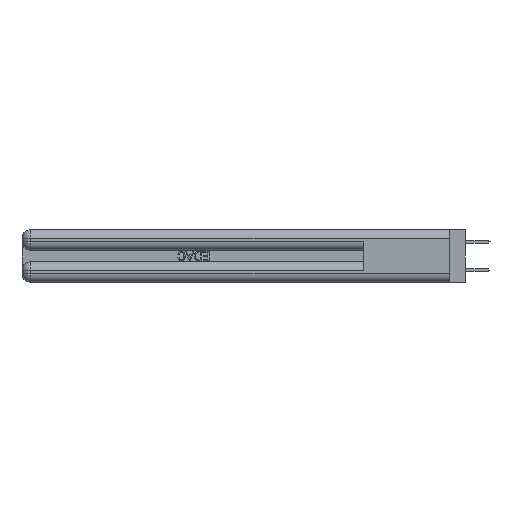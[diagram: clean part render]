
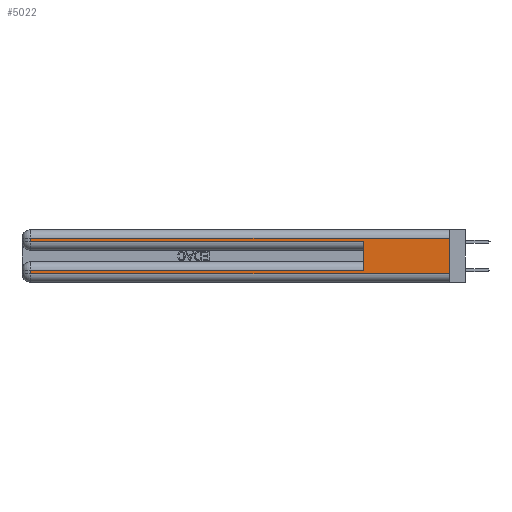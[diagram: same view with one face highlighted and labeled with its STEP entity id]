
A CAD part, left-side view. The second image highlights one B-rep face of the part: STEP entity #5022.
In plain terms, the highlighted planar face has unit normal (-1, 0, 0).
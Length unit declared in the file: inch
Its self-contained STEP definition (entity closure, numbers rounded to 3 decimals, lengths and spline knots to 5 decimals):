
#901 = VERTEX_POINT ( 'NONE', #9947 ) ;
#1083 = VECTOR ( 'NONE', #10884, 39.37008 ) ;
#1188 = CARTESIAN_POINT ( 'NONE',  ( 0., 0.6, 0.145 ) ) ;
#1719 = LINE ( 'NONE', #11595, #10712 ) ;
#2142 = LINE ( 'NONE', #1188, #1083 ) ;
#2346 = FACE_OUTER_BOUND ( 'NONE', #11562, .T. ) ;
#2626 = DIRECTION ( 'NONE',  ( 0., 0., -1. ) ) ;
#3392 = CARTESIAN_POINT ( 'NONE',  ( 0., 2.94, 0.285 ) ) ;
#3886 = CARTESIAN_POINT ( 'NONE',  ( 0., 0., 0.31 ) ) ;
#3991 = EDGE_CURVE ( 'NONE', #4341, #901, #24616, .T. ) ;
#4115 = VECTOR ( 'NONE', #7411, 39.37008 ) ;
#4222 = VERTEX_POINT ( 'NONE', #17250 ) ;
#4341 = VERTEX_POINT ( 'NONE', #14090 ) ;
#4801 = DIRECTION ( 'NONE',  ( 0., 0., -1. ) ) ;
#4872 = EDGE_CURVE ( 'NONE', #14606, #27604, #27679, .T. ) ;
#5022 = ADVANCED_FACE ( 'NONE', ( #2346 ), #6724, .F. ) ;
#5083 = EDGE_CURVE ( 'NONE', #27604, #39715, #9199, .T. ) ;
#5337 = VERTEX_POINT ( 'NONE', #28524 ) ;
#6660 = DIRECTION ( 'NONE',  ( 0., 0., -1. ) ) ;
#6724 = PLANE ( 'NONE',  #39785 ) ;
#7252 = EDGE_CURVE ( 'NONE', #5337, #901, #1719, .T. ) ;
#7411 = DIRECTION ( 'NONE',  ( 0., 1., 0. ) ) ;
#7900 = CARTESIAN_POINT ( 'NONE',  ( 0., 2.94, 0.085 ) ) ;
#8040 = DIRECTION ( 'NONE',  ( 0., -1., 0. ) ) ;
#8421 = CARTESIAN_POINT ( 'NONE',  ( 0., 0., 0.085 ) ) ;
#8812 = ORIENTED_EDGE ( 'NONE', *, *, #3991, .T. ) ;
#9108 = ORIENTED_EDGE ( 'NONE', *, *, #7252, .F. ) ;
#9107 = LINE ( 'NONE', #8421, #35973 ) ;
#9199 = LINE ( 'NONE', #10298, #17138 ) ;
#9947 = CARTESIAN_POINT ( 'NONE',  ( 0., 0., 0.06 ) ) ;
#10141 = DIRECTION ( 'NONE',  ( 0., 0., -1. ) ) ;
#10298 = CARTESIAN_POINT ( 'NONE',  ( 0., 0., 0.285 ) ) ;
#10712 = VECTOR ( 'NONE', #4801, 39.37008 ) ;
#10884 = DIRECTION ( 'NONE',  ( 0., 0., 1. ) ) ;
#11224 = CARTESIAN_POINT ( 'NONE',  ( 0., 0.6, 0.285 ) ) ;
#11562 = EDGE_LOOP ( 'NONE', ( #9108, #31850, #28702, #39398, #24926, #13253, #28239, #8812 ) ) ;
#11595 = CARTESIAN_POINT ( 'NONE',  ( 0., 0., 0.37 ) ) ;
#13253 = ORIENTED_EDGE ( 'NONE', *, *, #23890, .T. ) ;
#13377 = EDGE_CURVE ( 'NONE', #4222, #39715, #2142, .T. ) ;
#14090 = CARTESIAN_POINT ( 'NONE',  ( 0., 2.94, 0.06 ) ) ;
#14606 = VERTEX_POINT ( 'NONE', #38007 ) ;
#16643 = VECTOR ( 'NONE', #2626, 39.37008 ) ;
#16655 = CARTESIAN_POINT ( 'NONE',  ( 0., 0., 0.37 ) ) ;
#17138 = VECTOR ( 'NONE', #27237, 39.37008 ) ;
#17250 = CARTESIAN_POINT ( 'NONE',  ( 0., 0.6, 0.085 ) ) ;
#19449 = CARTESIAN_POINT ( 'NONE',  ( 0., 2.94, 0.37 ) ) ;
#20784 = VERTEX_POINT ( 'NONE', #7900 ) ;
#22196 = LINE ( 'NONE', #3886, #4115 ) ;
#23602 = LINE ( 'NONE', #37000, #32546 ) ;
#23890 = EDGE_CURVE ( 'NONE', #4222, #20784, #9107, .T. ) ;
#24616 = LINE ( 'NONE', #35001, #33553 ) ;
#24926 = ORIENTED_EDGE ( 'NONE', *, *, #13377, .F. ) ;
#27237 = DIRECTION ( 'NONE',  ( 0., -1., 0. ) ) ;
#27604 = VERTEX_POINT ( 'NONE', #3392 ) ;
#27679 = LINE ( 'NONE', #19449, #16643 ) ;
#28239 = ORIENTED_EDGE ( 'NONE', *, *, #39465, .T. ) ;
#28524 = CARTESIAN_POINT ( 'NONE',  ( 0., 0., 0.31 ) ) ;
#28702 = ORIENTED_EDGE ( 'NONE', *, *, #4872, .T. ) ;
#30332 = DIRECTION ( 'NONE',  ( 1., 0., 0. ) ) ;
#31340 = EDGE_CURVE ( 'NONE', #5337, #14606, #22196, .T. ) ;
#31850 = ORIENTED_EDGE ( 'NONE', *, *, #31340, .T. ) ;
#32546 = VECTOR ( 'NONE', #6660, 39.37008 ) ;
#33553 = VECTOR ( 'NONE', #8040, 39.37008 ) ;
#35001 = CARTESIAN_POINT ( 'NONE',  ( 0., 0., 0.06 ) ) ;
#35401 = DIRECTION ( 'NONE',  ( 0., 1., 0. ) ) ;
#35973 = VECTOR ( 'NONE', #35401, 39.37008 ) ;
#37000 = CARTESIAN_POINT ( 'NONE',  ( 0., 2.94, 0.37 ) ) ;
#38007 = CARTESIAN_POINT ( 'NONE',  ( 0., 2.94, 0.31 ) ) ;
#39398 = ORIENTED_EDGE ( 'NONE', *, *, #5083, .T. ) ;
#39465 = EDGE_CURVE ( 'NONE', #20784, #4341, #23602, .T. ) ;
#39715 = VERTEX_POINT ( 'NONE', #11224 ) ;
#39785 = AXIS2_PLACEMENT_3D ( 'NONE', #16655, #30332, #10141 ) ;
